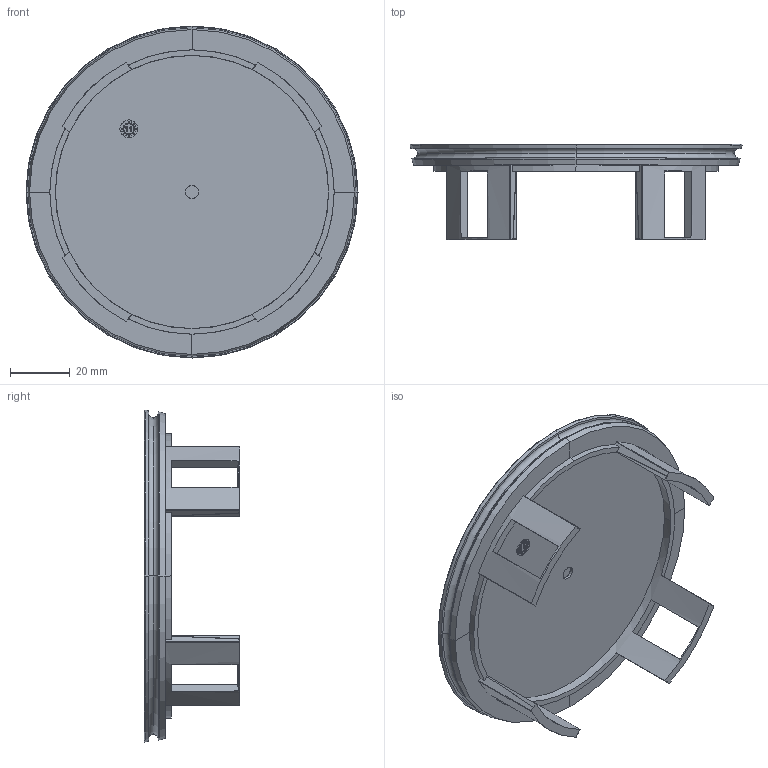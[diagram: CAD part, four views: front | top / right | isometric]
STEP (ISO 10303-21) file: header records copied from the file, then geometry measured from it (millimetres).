
FILE_DESCRIPTION((''),'2;1');
FILE_NAME('7428140_ASM','2013-06-07T',('AndreasKeweloh'),(''),'PRO/ENGINEER BY PARAMETRIC TECHNOLOGY CORPORATION, 2012360','PRO/ENGINEER BY PARAMETRIC TECHNOLOGY CORPORATION, 2012360','');
FILE_SCHEMA(('CONFIG_CONTROL_DESIGN'));
Length unit declared in the file: millimetre
Products named in the file (4): 7428140_5; 7428140_3; 7428140_2_ASM; 7428140_ASM
Assembly tree (3 placements, depth 3):
  7428140_ASM
    7428140_5
    7428140_2_ASM
      7428140_3
Bounding box: 110.86 x 31.81 x 110.86 mm (x, y, z)
Volume: 46581.7 mm3; surface area: 47273.1 mm2
Topology: 2 solids, 2 shells, 292 faces, 678 edges, 446 vertices
Faces by surface type: plane 142, cylinder 94, cone 36, torus 16, extrusion 4
Entity records: 9122 total; most frequent: CARTESIAN_POINT 2284, DIRECTION 1428, ORIENTED_EDGE 1356, EDGE_CURVE 678, AXIS2_PLACEMENT_3D 574, VERTEX_POINT 446, EDGE_LOOP 358, FACE_OUTER_BOUND 292
